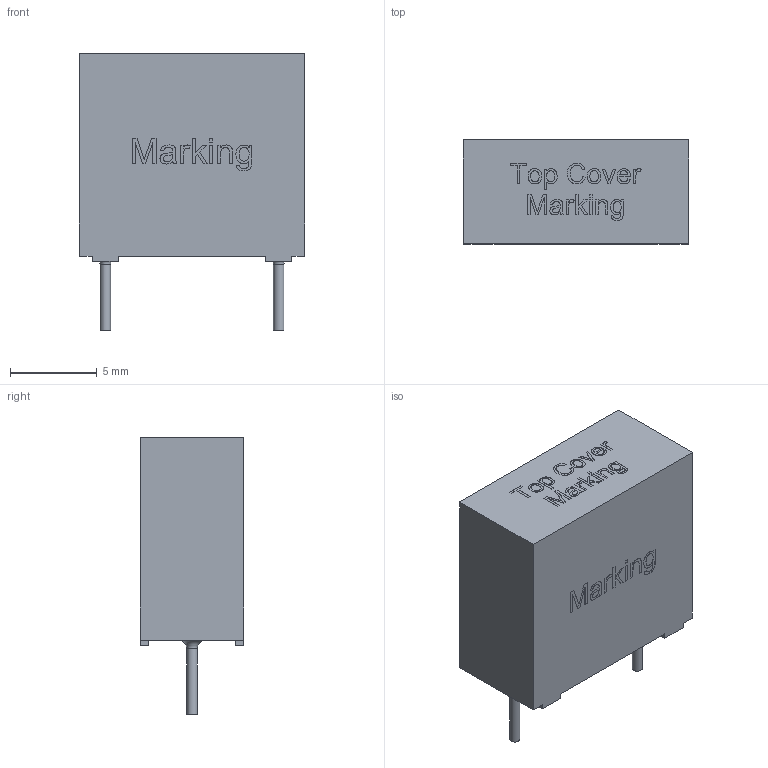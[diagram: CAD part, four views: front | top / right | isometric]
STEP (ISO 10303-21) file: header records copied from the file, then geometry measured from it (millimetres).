
FILE_DESCRIPTION(/* description */ ('Unknown','CAx-IF Rec.Pracs.---Representation and Presentation of Product Manufacturing Information (PMI)---4.0---2014-10-13','CAx-IF Rec.Pracs.---3D Tessellated Geometry---0.4---2014-09-14','2;1'),/* implementation_level */ '2;1');
FILE_NAME(/* name */ 'C_Wurth_WCAP-FTBP-P10L13W6H12',/* time_stamp */ '2025-01-09T15:45:16+08:00',/* author */ ('Unknown'),/* organization */ ('Unknown'),/* preprocessor_version */ 'ST-DEVELOPER v16.7',/* originating_system */ 'Solid Edge',/* authorisation */ 'Unknown');
FILE_SCHEMA (('AP242_MANAGED_MODEL_BASED_3D_ENGINEERING_MIM_LF { 1 0 10303 442 1 1 4 }'));
Length unit declared in the file: metre
Products named in the file (2): C_Wurth_WCAP-FTBP-P10L13W6H12
Assembly tree (1 placements, depth 2):
  C_Wurth_WCAP-FTBP-P10L13W6H12
    C_Wurth_WCAP-FTBP-P10L13W6H12
Bounding box: 13 x 6 x 16 mm (x, y, z)
Volume: 916.2 mm3; surface area: 622 mm2
Topology: 1 solids, 1 shells, 227 faces, 571 edges, 380 vertices
Faces by surface type: plane 177, bspline 42, cylinder 6, torus 2
Full cylindrical faces by diameter (mm): 0.6 x2
Entity records: 10121 total; most frequent: CARTESIAN_POINT 3356, ORIENTED_EDGE 1120, DIRECTION 861, EDGE_CURVE 560, LINE 459, VECTOR 459, VERTEX_POINT 380, EDGE_LOOP 272
